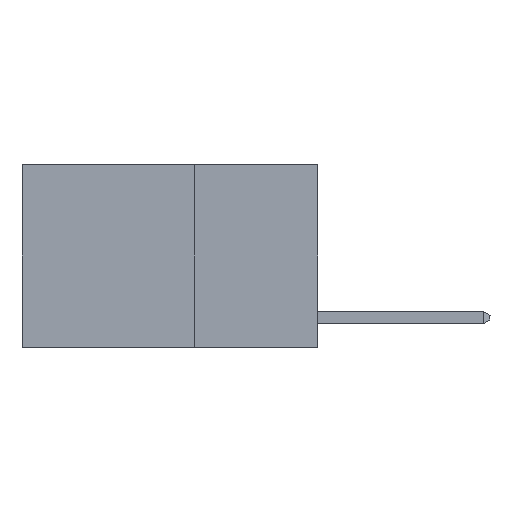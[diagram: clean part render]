
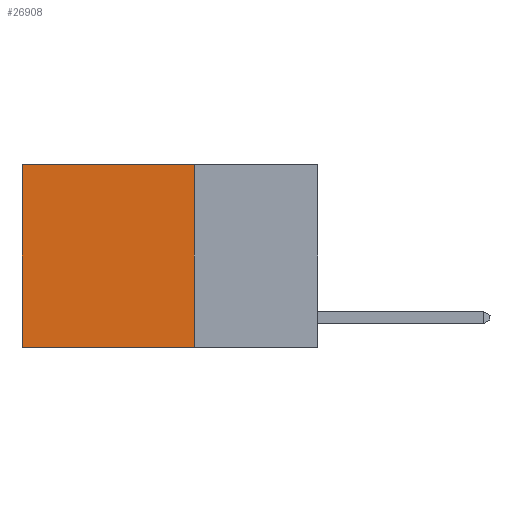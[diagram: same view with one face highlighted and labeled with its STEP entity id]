
A CAD part, left-side view. The second image highlights one B-rep face of the part: STEP entity #26908.
In plain terms, the highlighted planar face has unit normal (-1, 0, 0).
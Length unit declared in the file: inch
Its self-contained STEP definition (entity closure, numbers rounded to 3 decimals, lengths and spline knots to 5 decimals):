
#504 = ORIENTED_EDGE ( 'NONE', *, *, #957, .T. ) ;
#957 = EDGE_CURVE ( 'NONE', #12619, #1970, #13613, .T. ) ;
#1653 = LINE ( 'NONE', #17642, #22959 ) ;
#1686 = CARTESIAN_POINT ( 'NONE',  ( 0.2625, 0.6, -0.37 ) ) ;
#1970 = VERTEX_POINT ( 'NONE', #22505 ) ;
#4458 = CARTESIAN_POINT ( 'NONE',  ( 0.2625, 0.25, -0.37 ) ) ;
#4477 = EDGE_LOOP ( 'NONE', ( #17754, #26491, #26047, #504 ) ) ;
#5634 = LINE ( 'NONE', #16040, #27525 ) ;
#6530 = EDGE_CURVE ( 'NONE', #1970, #16630, #5634, .T. ) ;
#8731 = AXIS2_PLACEMENT_3D ( 'NONE', #14566, #12512, #27293 ) ;
#10903 = CARTESIAN_POINT ( 'NONE',  ( 0.2625, 0.25, 0. ) ) ;
#12512 = DIRECTION ( 'NONE',  ( 1., 0., 0. ) ) ;
#12619 = VERTEX_POINT ( 'NONE', #20163 ) ;
#13031 = DIRECTION ( 'NONE',  ( 0., 1., 0. ) ) ;
#13613 = LINE ( 'NONE', #10903, #24189 ) ;
#14447 = VECTOR ( 'NONE', #20880, 39.37008 ) ;
#14566 = CARTESIAN_POINT ( 'NONE',  ( 0.2625, 0.25, 0. ) ) ;
#16040 = CARTESIAN_POINT ( 'NONE',  ( 0.2625, 0.6, 0. ) ) ;
#16630 = VERTEX_POINT ( 'NONE', #1686 ) ;
#17642 = CARTESIAN_POINT ( 'NONE',  ( 0.2625, 0.25, -0.37 ) ) ;
#17754 = ORIENTED_EDGE ( 'NONE', *, *, #6530, .T. ) ;
#18752 = CARTESIAN_POINT ( 'NONE',  ( 0.2625, 0.25, 0. ) ) ;
#20097 = LINE ( 'NONE', #18752, #14447 ) ;
#20163 = CARTESIAN_POINT ( 'NONE',  ( 0.2625, 0.25, 0. ) ) ;
#20880 = DIRECTION ( 'NONE',  ( 0., 0., -1. ) ) ;
#20976 = PLANE ( 'NONE',  #8731 ) ;
#21288 = EDGE_CURVE ( 'NONE', #12619, #27071, #20097, .T. ) ;
#21885 = DIRECTION ( 'NONE',  ( 0., 1., 0. ) ) ;
#22192 = EDGE_CURVE ( 'NONE', #27071, #16630, #1653, .T. ) ;
#22391 = DIRECTION ( 'NONE',  ( 0., 0., -1. ) ) ;
#22505 = CARTESIAN_POINT ( 'NONE',  ( 0.2625, 0.6, 0. ) ) ;
#22959 = VECTOR ( 'NONE', #21885, 39.37008 ) ;
#23198 = FACE_OUTER_BOUND ( 'NONE', #4477, .T. ) ;
#24189 = VECTOR ( 'NONE', #13031, 39.37008 ) ;
#26047 = ORIENTED_EDGE ( 'NONE', *, *, #21288, .F. ) ;
#26491 = ORIENTED_EDGE ( 'NONE', *, *, #22192, .F. ) ;
#26908 = ADVANCED_FACE ( 'NONE', ( #23198 ), #20976, .F. ) ;
#27071 = VERTEX_POINT ( 'NONE', #4458 ) ;
#27293 = DIRECTION ( 'NONE',  ( 0., 0., -1. ) ) ;
#27525 = VECTOR ( 'NONE', #22391, 39.37008 ) ;
